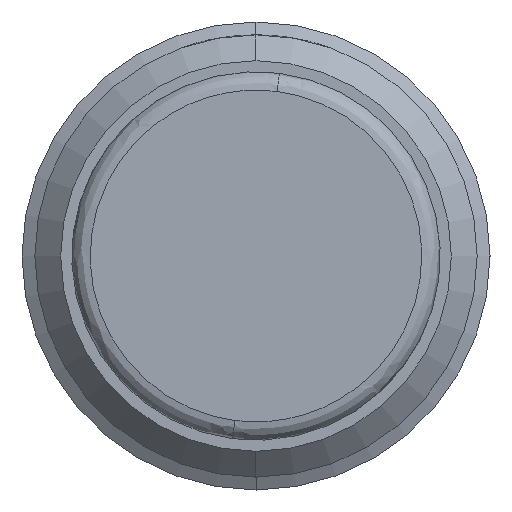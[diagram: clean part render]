
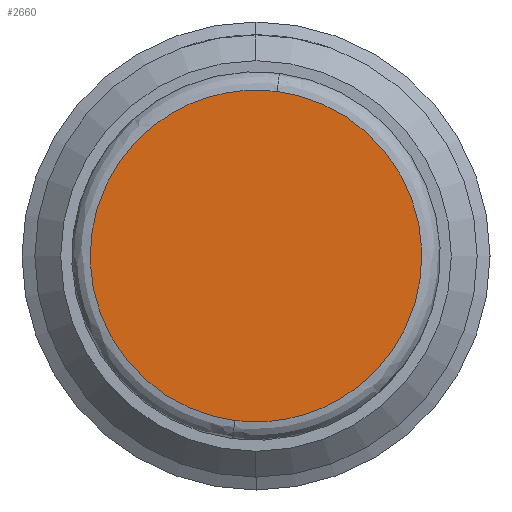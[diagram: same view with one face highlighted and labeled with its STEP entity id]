
A CAD part, left-side view. The second image highlights one B-rep face of the part: STEP entity #2660.
In plain terms, the highlighted planar face has unit normal (-1, 0, 0).
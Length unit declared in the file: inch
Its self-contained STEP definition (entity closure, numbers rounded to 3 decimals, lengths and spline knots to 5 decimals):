
#124 = DIRECTION ( 'NONE',  ( -1., 0., 0. ) ) ;
#191 = CARTESIAN_POINT ( 'NONE',  ( -0.23622, -0.37397, 0.1307 ) ) ;
#206 = CARTESIAN_POINT ( 'NONE',  ( -0.23622, -0.02251, 0.17573 ) ) ;
#227 =( BOUNDED_CURVE ( )  B_SPLINE_CURVE ( 3, ( #1779, #191, #1156, #3081 ),
 .UNSPECIFIED., .F., .F. ) 
 B_SPLINE_CURVE_WITH_KNOTS ( ( 4, 4 ),
 ( 0., 0.5 ),
 .UNSPECIFIED. ) 
 CURVE ( )  GEOMETRIC_REPRESENTATION_ITEM ( )  RATIONAL_B_SPLINE_CURVE ( ( 1., 0.333, 0.333, 1. ) ) 
 REPRESENTATION_ITEM ( '' )  );
#724 = VERTEX_POINT ( 'NONE', #3565 ) ;
#731 = AXIS2_PLACEMENT_3D ( 'NONE', #3984, #124, #3635 ) ;
#1140 = CARTESIAN_POINT ( 'NONE',  ( -0.23622, 0.37397, -0.1307 ) ) ;
#1156 = CARTESIAN_POINT ( 'NONE',  ( -0.23622, -0.32894, -0.22076 ) ) ;
#1433 = CARTESIAN_POINT ( 'NONE',  ( -0.23622, 0.32894, 0.22076 ) ) ;
#1545 = ORIENTED_EDGE ( 'NONE', *, *, #1746, .F. ) ;
#1602 = FACE_OUTER_BOUND ( 'NONE', #2626, .T. ) ;
#1746 = EDGE_CURVE ( 'NONE', #724, #2494, #227, .T. ) ;
#1779 = CARTESIAN_POINT ( 'NONE',  ( -0.23622, -0.02251, 0.17573 ) ) ;
#1833 = EDGE_CURVE ( 'NONE', #2494, #724, #2724, .T. ) ;
#2022 = PLANE ( 'NONE',  #731 ) ;
#2288 = ORIENTED_EDGE ( 'NONE', *, *, #1833, .F. ) ;
#2494 = VERTEX_POINT ( 'NONE', #3943 ) ;
#2626 = EDGE_LOOP ( 'NONE', ( #1545, #2288 ) ) ;
#2660 = ADVANCED_FACE ( 'NONE', ( #1602 ), #2022, .T. ) ;
#2724 =( BOUNDED_CURVE ( )  B_SPLINE_CURVE ( 3, ( #2769, #1140, #1433, #206 ),
 .UNSPECIFIED., .F., .F. ) 
 B_SPLINE_CURVE_WITH_KNOTS ( ( 4, 4 ),
 ( 0.5, 1. ),
 .UNSPECIFIED. ) 
 CURVE ( )  GEOMETRIC_REPRESENTATION_ITEM ( )  RATIONAL_B_SPLINE_CURVE ( ( 1., 0.333, 0.333, 1. ) ) 
 REPRESENTATION_ITEM ( '' )  );
#2769 = CARTESIAN_POINT ( 'NONE',  ( -0.23622, 0.02251, -0.17573 ) ) ;
#3081 = CARTESIAN_POINT ( 'NONE',  ( -0.23622, 0.02251, -0.17573 ) ) ;
#3565 = CARTESIAN_POINT ( 'NONE',  ( -0.23622, -0.02251, 0.17573 ) ) ;
#3635 = DIRECTION ( 'NONE',  ( 0., -0.127, 0.992 ) ) ;
#3943 = CARTESIAN_POINT ( 'NONE',  ( -0.23622, 0.02251, -0.17573 ) ) ;
#3984 = CARTESIAN_POINT ( 'NONE',  ( -0.23622, 0., 0. ) ) ;
